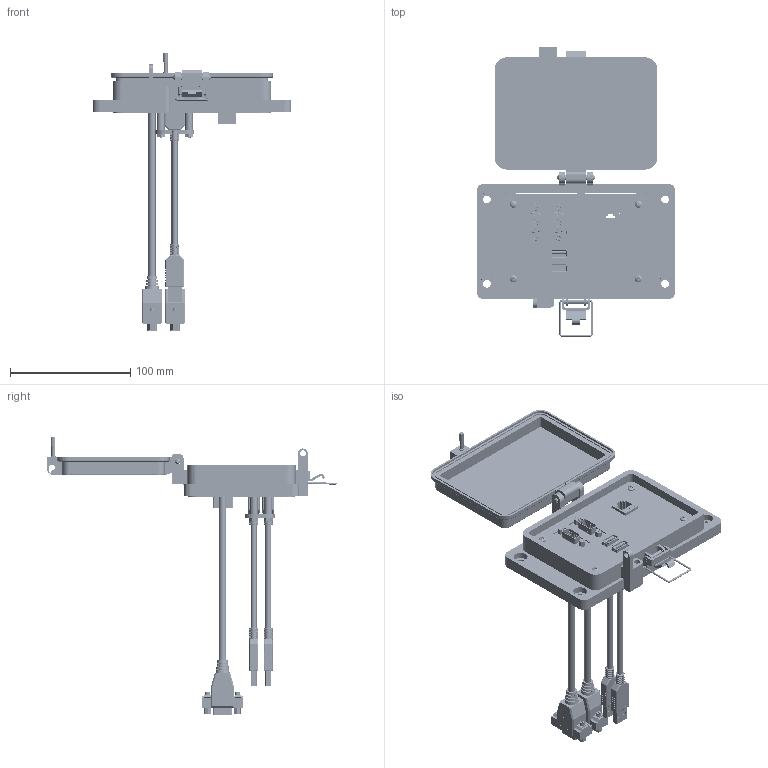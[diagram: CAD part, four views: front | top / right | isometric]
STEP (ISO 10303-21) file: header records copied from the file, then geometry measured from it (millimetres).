
FILE_DESCRIPTION (( 'STEP AP203' ), '1' );
FILE_NAME ('P-P1#2P11#2R2-M2RX-CXXX_3D.STEP', '2023-01-18T19:47:17', ( '' ), ( '' ), 'SwSTEP 2.0', 'SolidWorks 2021', '' );
FILE_SCHEMA (( 'CONFIG_CONTROL_DESIGN' ));
Length unit declared in the file: millimetre
Products named in the file (19): Z-H-M2_B; -M2; P-P1#2P11#2R2-M2RX-CXXX_TP120_2; Z-001-SPR_1-1_4; Z-000-440112FH_90273A119; P1; Z-300-RJ45CAT5; P-P1#2P11#2R2-M2RX-CXXX_FP060_1; P-P1#2P11#2R2-M2RX-CXXX_3D; Z-000-440316 NUT_95130A110; Z-020-3047; Z-000-440316 JACK SCREW_92710A212; P11; 92005A124_METRIC PAN HEAD PHILLIPS MACHINE SCREW_92005A124; Z-002-4401_4HN_90675A005; R2; P-P1#2P11#2R2-M2RX-CXXX_TP060_1; Z-000-4243316TFP; P-P1#2P11#2R2-M2RX-CXXX_BP180_1
Assembly tree (40 placements, depth 3):
  P-P1#2P11#2R2-M2RX-CXXX_3D
    -M2
      Z-H-M2_B
    P-P1#2P11#2R2-M2RX-CXXX_BP180_1
    P-P1#2P11#2R2-M2RX-CXXX_FP060_1
    P-P1#2P11#2R2-M2RX-CXXX_TP060_1
    P-P1#2P11#2R2-M2RX-CXXX_TP120_2
    Z-000-4243316TFP  x3
    P11  x2
      Z-020-3047
    Z-000-440112FH_90273A119  x4
    Z-001-SPR_1-1_4  x4
    Z-002-4401_4HN_90675A005  x4
    R2
      Z-300-RJ45CAT5
    P1  x2
    Z-000-440316 JACK SCREW_92710A212  x4
    Z-000-440316 NUT_95130A110  x4
    92005A124_METRIC PAN HEAD PHILLIPS MACHINE SCREW_92005A124  x4
Bounding box: 164.96 x 240.59 x 230.67 mm (x, y, z)
Volume: 289018 mm3; surface area: 204522.8 mm2
Topology: 83 solids, 83 shells, 6795 faces, 18779 edges, 12213 vertices
Faces by surface type: cylinder 3110, plane 2634, bspline 584, cone 419, torus 40, sphere 8
Entity records: 126809 total; most frequent: CARTESIAN_POINT 47813, ORIENTED_EDGE 17178, DIRECTION 14424, EDGE_CURVE 8589, VERTEX_POINT 5625, VECTOR 4932, LINE 4932, AXIS2_PLACEMENT_3D 4746
